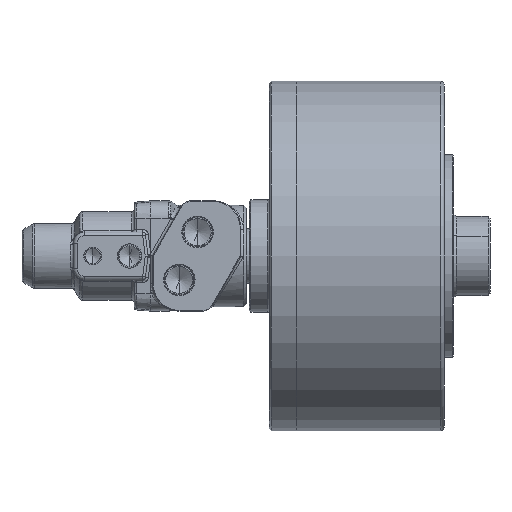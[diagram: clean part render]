
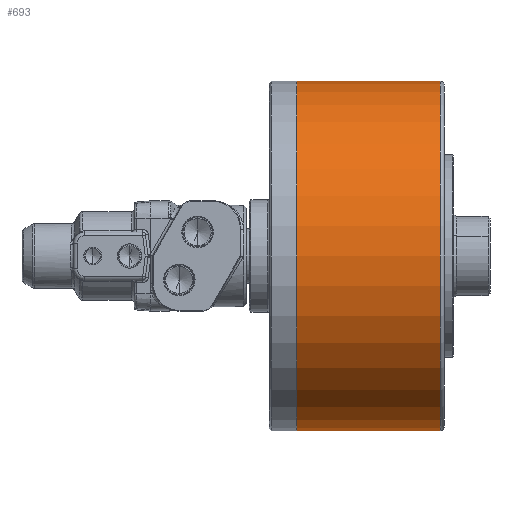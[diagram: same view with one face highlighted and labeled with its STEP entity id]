
A CAD part, front view. The second image highlights one B-rep face of the part: STEP entity #693.
In plain terms, the highlighted cylindrical face has radius 95 mm (diameter 190 mm), a partial arc.
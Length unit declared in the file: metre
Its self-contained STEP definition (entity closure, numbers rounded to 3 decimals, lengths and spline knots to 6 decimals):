
#434 = VERTEX_POINT ( 'NONE', #14919 ) ;
#513 = VERTEX_POINT ( 'NONE', #15170 ) ;
#684 = ORIENTED_EDGE ( 'NONE', *, *, #10894, .T. ) ;
#685 = EDGE_CURVE ( 'NONE', #956, #10897, #15942, .T. ) ;
#686 = EDGE_CURVE ( 'NONE', #513, #434, #15945, .T. ) ;
#692 = EDGE_LOOP ( 'NONE', ( #731, #715, #684, #702 ) ) ;
#693 = ADVANCED_FACE ( 'NONE', ( #16093 ), #16099, .T. ) ;
#702 = ORIENTED_EDGE ( 'NONE', *, *, #685, .F. ) ;
#715 = ORIENTED_EDGE ( 'NONE', *, *, #686, .T. ) ;
#731 = ORIENTED_EDGE ( 'NONE', *, *, #10906, .F. ) ;
#956 = VERTEX_POINT ( 'NONE', #17200 ) ;
#10368 = LINE ( 'NONE', #10431, #10391 ) ;
#10391 = VECTOR ( 'NONE', #10455, 1. ) ;
#10431 = CARTESIAN_POINT ( 'NONE',  ( 0., 0., -0.095 ) ) ;
#10455 = DIRECTION ( 'NONE',  ( -1., 0., 0. ) ) ;
#10466 = CARTESIAN_POINT ( 'NONE',  ( 0., 0., 0.095 ) ) ;
#10894 = EDGE_CURVE ( 'NONE', #434, #10897, #11413, .T. ) ;
#10897 = VERTEX_POINT ( 'NONE', #10466 ) ;
#10906 = EDGE_CURVE ( 'NONE', #513, #956, #10368, .T. ) ;
#11413 = LINE ( 'NONE', #11439, #11429 ) ;
#11429 = VECTOR ( 'NONE', #11438, 1. ) ;
#11438 = DIRECTION ( 'NONE',  ( -1., 0., 0. ) ) ;
#11439 = CARTESIAN_POINT ( 'NONE',  ( 0., 0., 0.095 ) ) ;
#14919 = CARTESIAN_POINT ( 'NONE',  ( 0.078, 0., 0.095 ) ) ;
#15170 = CARTESIAN_POINT ( 'NONE',  ( 0.078, 0., -0.095 ) ) ;
#15881 = CARTESIAN_POINT ( 'NONE',  ( 0., 0., 0. ) ) ;
#15906 = DIRECTION ( 'NONE',  ( 0., 0., 1. ) ) ;
#15907 = DIRECTION ( 'NONE',  ( -1., 0., 0. ) ) ;
#15908 = AXIS2_PLACEMENT_3D ( 'NONE', #15937, #15907, #15906 ) ;
#15910 = AXIS2_PLACEMENT_3D ( 'NONE', #15881, #15919, #15918 ) ;
#15918 = DIRECTION ( 'NONE',  ( 0., 0., 1. ) ) ;
#15919 = DIRECTION ( 'NONE',  ( -1., 0., 0. ) ) ;
#15937 = CARTESIAN_POINT ( 'NONE',  ( 0.078, 0., 0. ) ) ;
#15942 = CIRCLE ( 'NONE', #15910, 0.095 ) ;
#15945 = CIRCLE ( 'NONE', #15908, 0.095 ) ;
#16055 = DIRECTION ( 'NONE',  ( 0., 0., 1. ) ) ;
#16071 = DIRECTION ( 'NONE',  ( -1., 0., 0. ) ) ;
#16093 = FACE_OUTER_BOUND ( 'NONE', #692, .T. ) ;
#16099 = CYLINDRICAL_SURFACE ( 'NONE', #16135, 0.095 ) ;
#16105 = CARTESIAN_POINT ( 'NONE',  ( 0., 0., 0. ) ) ;
#16135 = AXIS2_PLACEMENT_3D ( 'NONE', #16105, #16071, #16055 ) ;
#17200 = CARTESIAN_POINT ( 'NONE',  ( 0., 0., -0.095 ) ) ;
